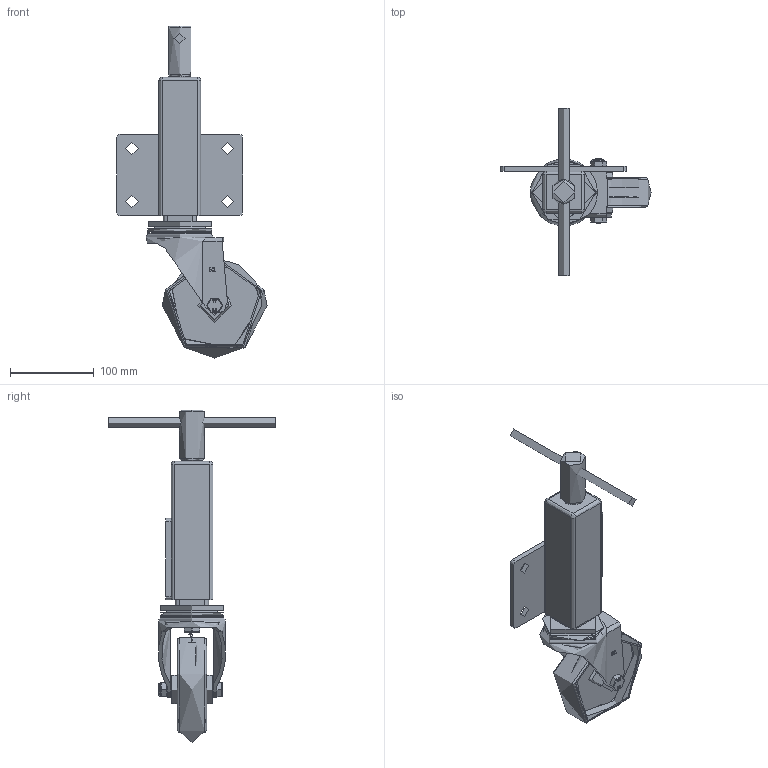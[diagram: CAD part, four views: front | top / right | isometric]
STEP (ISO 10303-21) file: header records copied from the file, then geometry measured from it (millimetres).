
FILE_DESCRIPTION(/* description */ (''),/* implementation_level */ '2;1');
FILE_NAME(/* name */ 'JAZ125NYB.step',/* time_stamp */ '2024-05-22T11:05:58+01:00',/* author */ (''),/* organization */ (''),/* preprocessor_version */ 'ST-DEVELOPER v20',/* originating_system */ 'Autodesk Translation Framework v13.14.0.145',/* authorisation */ '');
FILE_SCHEMA (('AUTOMOTIVE_DESIGN { 1 0 10303 214 3 1 1 }'));
Products named in the file (32): JAZ125NYB; JAZM12 v2; ZINC PLATED BOX JACKING UNIT; BACK PLATE; MAIN BODY; BASE; INNER TUBE; TOP; BZH125ASBH12 v1; ZINC PLATED, PRESSED STEEL TOP HEAD; ZINC PLATED, PRESSED STEEL FORKS; BEARING SEAL; BZH125WNYRB61 v1; NYLON WHEEL; NYLON WHEEL Geometry; CAPS; ROLLER BEARING; CAGE; RIBS; Component4; TUBEM15X50 v1; ZINC PLATED AXLE TUBE; HEXBOLTM10X70Z8.8 v2; GRADE 8.8 THREADED ZINC PLATED BOLT; NYLOCM10Z v1; NYLOC NUT; RUBBER; NUT; NM12JAZ v1; ZINC PLATED NUT; A005238 - JAZBAR v1; A005238
Assembly tree (38 placements, depth 5):
  JAZ125NYB
    JAZM12 v2
      ZINC PLATED BOX JACKING UNIT
        BACK PLATE
        MAIN BODY
        BASE
        INNER TUBE
        TOP
    BZH125ASBH12 v1
      ZINC PLATED, PRESSED STEEL TOP HEAD
      ZINC PLATED, PRESSED STEEL FORKS
      BEARING SEAL
    BZH125WNYRB61 v1
      NYLON WHEEL
        NYLON WHEEL Geometry
        CAPS
      ROLLER BEARING
        CAGE
        RIBS
          Component4  x8
    TUBEM15X50 v1
      ZINC PLATED AXLE TUBE
    HEXBOLTM10X70Z8.8 v2
      GRADE 8.8 THREADED ZINC PLATED BOLT
    NYLOCM10Z v1
      NYLOC NUT
        RUBBER
        NUT
    NM12JAZ v1
      ZINC PLATED NUT
    A005238 - JAZBAR v1
      A005238
Bounding box: 179 x 200 x 395.5 mm (x, y, z)
Volume: 672395.7 mm3; surface area: 306822 mm2
Topology: 26 solids, 26 shells, 817 faces, 2098 edges, 1358 vertices
Faces by surface type: plane 321, cylinder 309, bspline 121, torus 29, sphere 28, cone 9
Full cylindrical faces by diameter (mm): 4 x8, 8.141 x18, 9.836 x21, 9.85 x19, 10 x3, 10.2 x2, 10.5 x1, 11.834 x22, 12 x3, 12.1 x1, 12.5 x1, 14.5 x4, 15 x4, 15.1 x1, 16 x2, 20 x43, 22.75 x1, 24 x3, 25 x44, 26 x1, 30 x1, 30.124 x1, 32 x1, 34 x2, 38 x1, 39 x1, 50.5 x1, 58 x1, 60 x1, 72 x1
Entity records: 71477 total; most frequent: CARTESIAN_POINT 52215, ORIENTED_EDGE 4146, DIRECTION 3332, EDGE_CURVE 2073, VERTEX_POINT 1344, AXIS2_PLACEMENT_3D 1164, LINE 1004, VECTOR 1004
